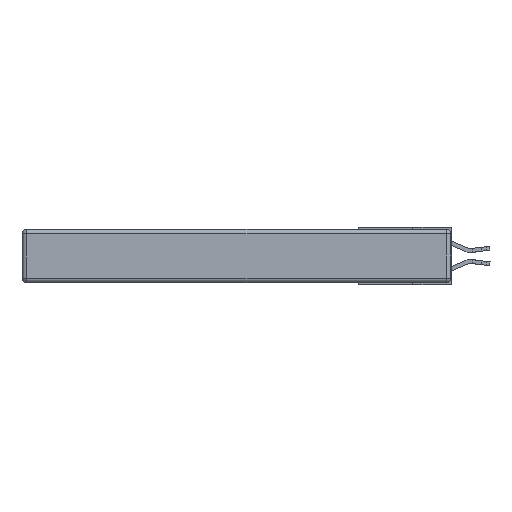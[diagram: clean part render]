
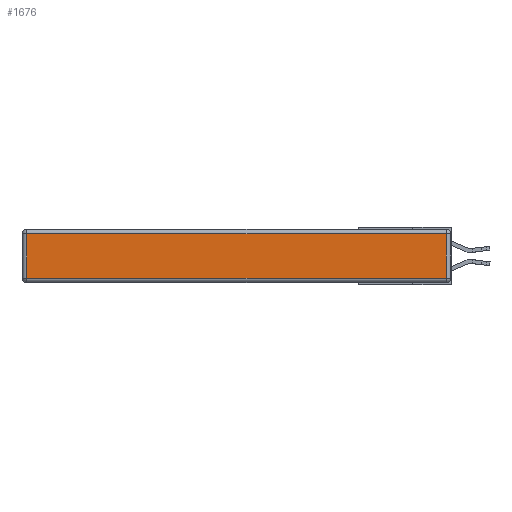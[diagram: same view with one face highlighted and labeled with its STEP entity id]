
A CAD part, left-side view. The second image highlights one B-rep face of the part: STEP entity #1676.
In plain terms, the highlighted planar face has unit normal (-1, 0, 0).
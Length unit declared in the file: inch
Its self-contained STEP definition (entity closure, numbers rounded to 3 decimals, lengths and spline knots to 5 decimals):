
#484 = CARTESIAN_POINT ( 'NONE',  ( 0., 2.72, -0.343 ) ) ;
#790 = DIRECTION ( 'NONE',  ( 0., 0., -1. ) ) ;
#1445 = CARTESIAN_POINT ( 'NONE',  ( 0., 0., -0.313 ) ) ;
#1558 = VECTOR ( 'NONE', #2926, 39.37008 ) ;
#1578 = DIRECTION ( 'NONE',  ( 0., 1., 0. ) ) ;
#1676 = ADVANCED_FACE ( 'NONE', ( #7779 ), #16154, .T. ) ;
#2055 = CARTESIAN_POINT ( 'NONE',  ( 0., 0., -0.343 ) ) ;
#2926 = DIRECTION ( 'NONE',  ( 0., -1., 0. ) ) ;
#3049 = ORIENTED_EDGE ( 'NONE', *, *, #17323, .T. ) ;
#3057 = CARTESIAN_POINT ( 'NONE',  ( 0., 2.72, -0.313 ) ) ;
#3153 = VERTEX_POINT ( 'NONE', #13132 ) ;
#4497 = CARTESIAN_POINT ( 'NONE',  ( 0., 0.03, -0.343 ) ) ;
#4537 = VECTOR ( 'NONE', #790, 39.37008 ) ;
#4613 = AXIS2_PLACEMENT_3D ( 'NONE', #2055, #14291, #9107 ) ;
#6869 = CARTESIAN_POINT ( 'NONE',  ( 0., 2.75, -0.03 ) ) ;
#7779 = FACE_OUTER_BOUND ( 'NONE', #8972, .T. ) ;
#7801 = EDGE_CURVE ( 'NONE', #3153, #14057, #13304, .T. ) ;
#8444 = LINE ( 'NONE', #1445, #1558 ) ;
#8972 = EDGE_LOOP ( 'NONE', ( #3049, #20888, #16411, #11134 ) ) ;
#9107 = DIRECTION ( 'NONE',  ( 0., 0., 1. ) ) ;
#10935 = EDGE_CURVE ( 'NONE', #16258, #3153, #14163, .T. ) ;
#10960 = VECTOR ( 'NONE', #18446, 39.37008 ) ;
#11134 = ORIENTED_EDGE ( 'NONE', *, *, #7801, .T. ) ;
#12581 = VERTEX_POINT ( 'NONE', #21307 ) ;
#13132 = CARTESIAN_POINT ( 'NONE',  ( 0., 2.72, -0.03 ) ) ;
#13304 = LINE ( 'NONE', #484, #4537 ) ;
#13714 = CARTESIAN_POINT ( 'NONE',  ( 0., 0.03, -0.03 ) ) ;
#14057 = VERTEX_POINT ( 'NONE', #3057 ) ;
#14163 = LINE ( 'NONE', #6869, #15831 ) ;
#14291 = DIRECTION ( 'NONE',  ( -1., 0., 0. ) ) ;
#15831 = VECTOR ( 'NONE', #1578, 39.37008 ) ;
#16154 = PLANE ( 'NONE',  #4613 ) ;
#16258 = VERTEX_POINT ( 'NONE', #13714 ) ;
#16411 = ORIENTED_EDGE ( 'NONE', *, *, #10935, .T. ) ;
#17323 = EDGE_CURVE ( 'NONE', #14057, #12581, #8444, .T. ) ;
#18446 = DIRECTION ( 'NONE',  ( 0., 0., 1. ) ) ;
#18662 = LINE ( 'NONE', #4497, #10960 ) ;
#20888 = ORIENTED_EDGE ( 'NONE', *, *, #21719, .T. ) ;
#21307 = CARTESIAN_POINT ( 'NONE',  ( 0., 0.03, -0.313 ) ) ;
#21719 = EDGE_CURVE ( 'NONE', #12581, #16258, #18662, .T. ) ;
